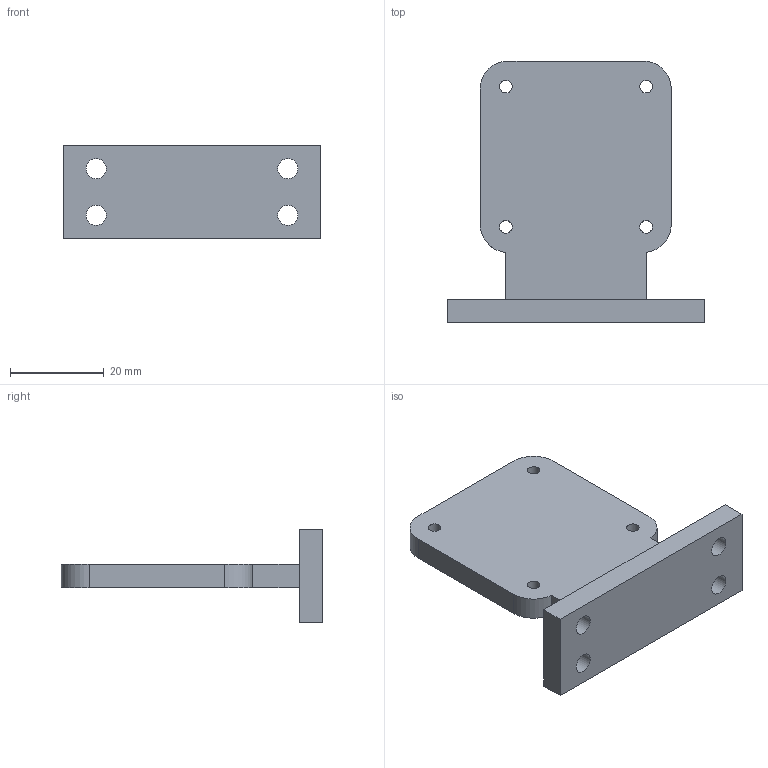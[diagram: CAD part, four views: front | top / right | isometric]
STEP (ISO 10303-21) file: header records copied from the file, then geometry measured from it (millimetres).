
FILE_DESCRIPTION(/* description */ (''),/* implementation_level */ '2;1');
FILE_NAME(/* name */ 'Camera_Holder v3.step',/* time_stamp */ '2024-05-28T20:55:34+01:00',/* author */ (''),/* organization */ (''),/* preprocessor_version */ 'ST-DEVELOPER v20',/* originating_system */ 'Autodesk Translation Framework v12.20.1.177',/* authorisation */ '');
FILE_SCHEMA (('AUTOMOTIVE_DESIGN { 1 0 10303 214 3 1 1 }'));
Length unit declared in the file: millimetre
Products named in the file (1): Camera_Holder
Bounding box: 55 x 55.95 x 20 mm (x, y, z)
Volume: 14807.2 mm3; surface area: 7679.6 mm2
Topology: 1 solids, 1 shells, 25 faces, 66 edges, 44 vertices
Faces by surface type: plane 13, cylinder 12
Full cylindrical faces by diameter (mm): 2.7 x4, 4.3 x4
Entity records: 849 total; most frequent: DIRECTION 142, CARTESIAN_POINT 136, ORIENTED_EDGE 132, EDGE_CURVE 66, AXIS2_PLACEMENT_3D 50, VERTEX_POINT 44, EDGE_LOOP 42, LINE 42
